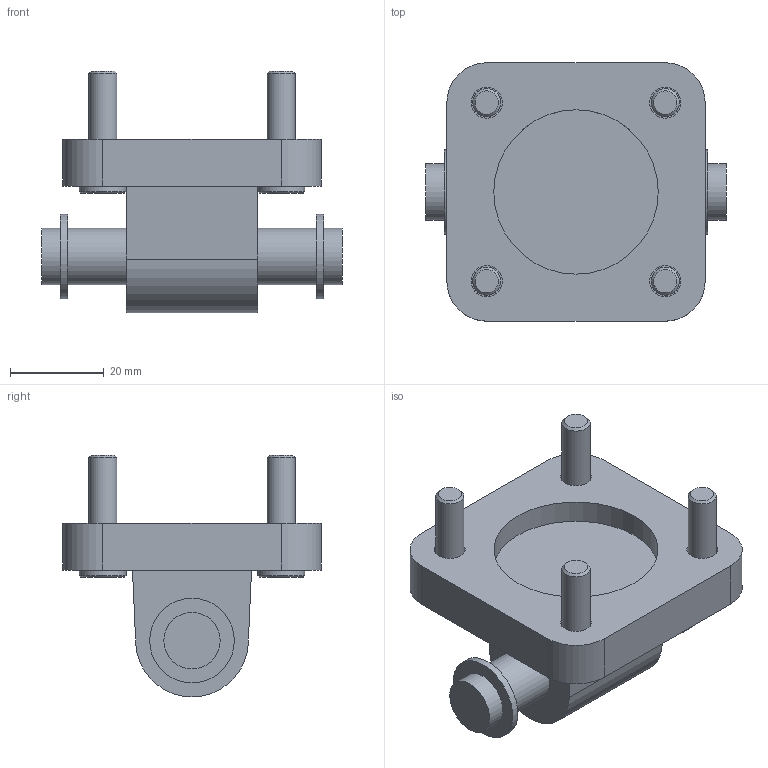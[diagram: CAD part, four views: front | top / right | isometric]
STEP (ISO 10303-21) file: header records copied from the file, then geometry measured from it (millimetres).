
FILE_DESCRIPTION (( 'STEP AP214' ), '1' );
FILE_NAME ('RK-SCR2-P06.STEP', '2025-05-12T17:08:02', ( '' ), ( '' ), 'SwSTEP 2.0', 'SolidWorks 2023', '' );
FILE_SCHEMA (( 'AUTOMOTIVE_DESIGN' ));
Length unit declared in the file: millimetre
Products named in the file (2): 1320.40.21F; RK-SCR2-P06
Assembly tree (1 placements, depth 2):
  RK-SCR2-P06
    1320.40.21F
Bounding box: 64 x 55 x 51.5 mm (x, y, z)
Volume: 47415.3 mm3; surface area: 16712.5 mm2
Topology: 5 solids, 5 shells, 125 faces, 225 edges, 130 vertices
Faces by surface type: plane 56, cone 36, cylinder 19, bspline 14
Full cylindrical faces by diameter (mm): 6 x4, 10 x4, 12 x4, 18 x2
Entity records: 3256 total; most frequent: CARTESIAN_POINT 881, DIRECTION 488, ORIENTED_EDGE 380, AXIS2_PLACEMENT_3D 207, EDGE_CURVE 190, EDGE_LOOP 188, FACE_OUTER_BOUND 148, VERTEX_POINT 130
